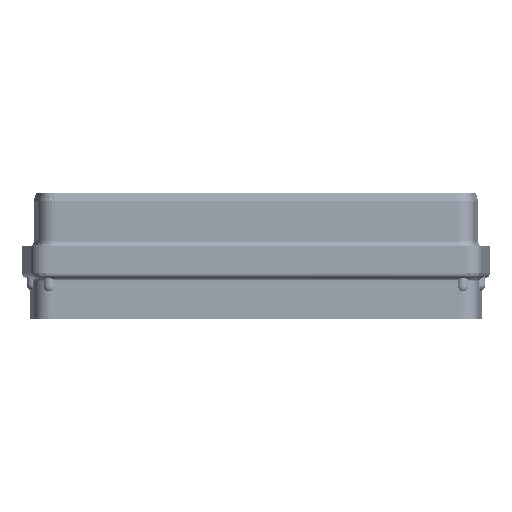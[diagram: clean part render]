
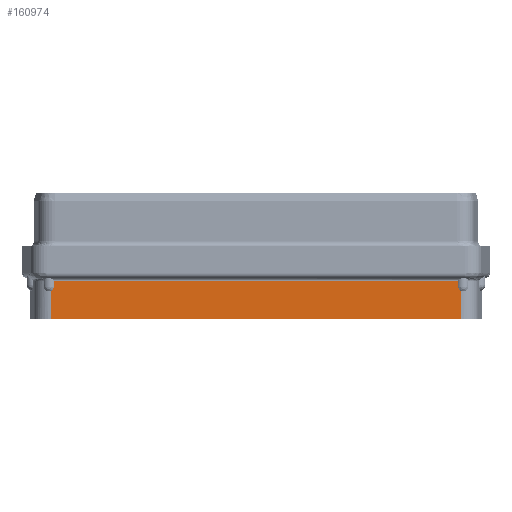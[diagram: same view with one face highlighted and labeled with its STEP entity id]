
A CAD part, front view. The second image highlights one B-rep face of the part: STEP entity #160974.
In plain terms, the highlighted planar face has unit normal (0, -1, 0).
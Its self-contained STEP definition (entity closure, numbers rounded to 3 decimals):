
#1844 = EDGE_CURVE ( 'NONE', #125125, #27413, #252278, .T. ) ;
#3734 = VECTOR ( 'NONE', #132847, 1000. ) ;
#4763 = CARTESIAN_POINT ( 'NONE',  ( 24.838, -3.545, -3.08 ) ) ;
#12279 = DIRECTION ( 'NONE',  ( 0., 0., 1. ) ) ;
#19587 = VERTEX_POINT ( 'NONE', #256016 ) ;
#24295 = LINE ( 'NONE', #205816, #83026 ) ;
#24670 = CARTESIAN_POINT ( 'NONE',  ( -24.631, -3.545, -2.983 ) ) ;
#25949 = CARTESIAN_POINT ( 'NONE',  ( 24.456, -3.545, -2.576 ) ) ;
#27413 = VERTEX_POINT ( 'NONE', #263860 ) ;
#29446 = VERTEX_POINT ( 'NONE', #61735 ) ;
#33464 = PLANE ( 'NONE',  #223693 ) ;
#38089 = EDGE_CURVE ( 'NONE', #29446, #19587, #171248, .T. ) ;
#45548 = EDGE_CURVE ( 'NONE', #139221, #29446, #24295, .T. ) ;
#46283 = B_SPLINE_CURVE_WITH_KNOTS ( 'NONE', 3,
 ( #90332, #156871, #24670, #179036, #46871, #201159 ),
 .UNSPECIFIED., .F., .F.,
 ( 4, 2, 4 ),
 ( 0., 0., 0.001 ),
 .UNSPECIFIED. ) ;
#46871 = CARTESIAN_POINT ( 'NONE',  ( -24.456, -3.545, -2.69 ) ) ;
#48097 = CARTESIAN_POINT ( 'NONE',  ( 24.456, -3.545, -2.69 ) ) ;
#51355 = DIRECTION ( 'NONE',  ( 0., 0., 1. ) ) ;
#51512 = DIRECTION ( 'NONE',  ( 0., 0., -1. ) ) ;
#52370 = ORIENTED_EDGE ( 'NONE', *, *, #230973, .F. ) ;
#53886 = VECTOR ( 'NONE', #178488, 1000. ) ;
#59651 = CARTESIAN_POINT ( 'NONE',  ( 24.456, -3.545, -1.85 ) ) ;
#61735 = CARTESIAN_POINT ( 'NONE',  ( 24.838, -3.545, -6.48 ) ) ;
#62364 = LINE ( 'NONE', #176225, #3734 ) ;
#65792 = ORIENTED_EDGE ( 'NONE', *, *, #209205, .T. ) ;
#77594 = VECTOR ( 'NONE', #51355, 1000. ) ;
#83026 = VECTOR ( 'NONE', #51512, 1000. ) ;
#90332 = CARTESIAN_POINT ( 'NONE',  ( -24.838, -3.545, -3.08 ) ) ;
#97859 = CARTESIAN_POINT ( 'NONE',  ( -24.838, -3.545, -3.08 ) ) ;
#108280 = VECTOR ( 'NONE', #260447, 1000. ) ;
#114759 = CARTESIAN_POINT ( 'NONE',  ( 24.493, -3.545, -2.801 ) ) ;
#119928 = ORIENTED_EDGE ( 'NONE', *, *, #45548, .F. ) ;
#125125 = VERTEX_POINT ( 'NONE', #59651 ) ;
#127285 = ORIENTED_EDGE ( 'NONE', *, *, #258866, .F. ) ;
#132847 = DIRECTION ( 'NONE',  ( -1., 0., 0. ) ) ;
#133255 = EDGE_LOOP ( 'NONE', ( #142657, #65792, #176034, #127285, #247939, #271071, #119928, #52370 ) ) ;
#136973 = CARTESIAN_POINT ( 'NONE',  ( 24.728, -3.545, -3.049 ) ) ;
#139221 = VERTEX_POINT ( 'NONE', #275438 ) ;
#141694 = EDGE_CURVE ( 'NONE', #19587, #219396, #201749, .T. ) ;
#142329 = VERTEX_POINT ( 'NONE', #255070 ) ;
#142657 = ORIENTED_EDGE ( 'NONE', *, *, #1844, .F. ) ;
#144413 = DIRECTION ( 'NONE',  ( 0., 1., 0. ) ) ;
#156871 = CARTESIAN_POINT ( 'NONE',  ( -24.728, -3.545, -3.049 ) ) ;
#160974 = ADVANCED_FACE ( 'NONE', ( #193452 ), #33464, .F. ) ;
#164220 = B_SPLINE_CURVE_WITH_KNOTS ( 'NONE', 3,
 ( #25949, #48097, #114759, #268740, #136973, #4763 ),
 .UNSPECIFIED., .F., .F.,
 ( 4, 2, 4 ),
 ( 0., 0., 0.001 ),
 .UNSPECIFIED. ) ;
#171248 = LINE ( 'NONE', #222700, #53886 ) ;
#176034 = ORIENTED_EDGE ( 'NONE', *, *, #198492, .F. ) ;
#176225 = CARTESIAN_POINT ( 'NONE',  ( -24.838, -3.545, -1.85 ) ) ;
#178488 = DIRECTION ( 'NONE',  ( -1., 0., 0. ) ) ;
#179036 = CARTESIAN_POINT ( 'NONE',  ( -24.493, -3.545, -2.802 ) ) ;
#185891 = DIRECTION ( 'NONE',  ( 0., 0., -1. ) ) ;
#193452 = FACE_OUTER_BOUND ( 'NONE', #133255, .T. ) ;
#198492 = EDGE_CURVE ( 'NONE', #273971, #142329, #225380, .T. ) ;
#201159 = CARTESIAN_POINT ( 'NONE',  ( -24.456, -3.545, -2.576 ) ) ;
#201749 = LINE ( 'NONE', #271043, #77594 ) ;
#205816 = CARTESIAN_POINT ( 'NONE',  ( 24.838, -3.545, -6.48 ) ) ;
#209205 = EDGE_CURVE ( 'NONE', #125125, #142329, #62364, .T. ) ;
#217775 = CARTESIAN_POINT ( 'NONE',  ( 24.456, -3.545, -1.55 ) ) ;
#219396 = VERTEX_POINT ( 'NONE', #97859 ) ;
#222700 = CARTESIAN_POINT ( 'NONE',  ( -25.39, -3.545, -6.48 ) ) ;
#223693 = AXIS2_PLACEMENT_3D ( 'NONE', #276213, #144413, #12279 ) ;
#225380 = LINE ( 'NONE', #238300, #108280 ) ;
#230973 = EDGE_CURVE ( 'NONE', #27413, #139221, #164220, .T. ) ;
#238300 = CARTESIAN_POINT ( 'NONE',  ( -24.456, -3.545, -1.55 ) ) ;
#238434 = VECTOR ( 'NONE', #185891, 1000. ) ;
#247939 = ORIENTED_EDGE ( 'NONE', *, *, #141694, .F. ) ;
#252278 = LINE ( 'NONE', #217775, #238434 ) ;
#255070 = CARTESIAN_POINT ( 'NONE',  ( -24.456, -3.545, -1.85 ) ) ;
#256016 = CARTESIAN_POINT ( 'NONE',  ( -24.838, -3.545, -6.48 ) ) ;
#258866 = EDGE_CURVE ( 'NONE', #219396, #273971, #46283, .T. ) ;
#260447 = DIRECTION ( 'NONE',  ( 0., 0., 1. ) ) ;
#260976 = CARTESIAN_POINT ( 'NONE',  ( -24.456, -3.545, -2.576 ) ) ;
#263860 = CARTESIAN_POINT ( 'NONE',  ( 24.456, -3.545, -2.576 ) ) ;
#268740 = CARTESIAN_POINT ( 'NONE',  ( 24.63, -3.545, -2.983 ) ) ;
#271043 = CARTESIAN_POINT ( 'NONE',  ( -24.838, -3.545, -6.48 ) ) ;
#271071 = ORIENTED_EDGE ( 'NONE', *, *, #38089, .F. ) ;
#273971 = VERTEX_POINT ( 'NONE', #260976 ) ;
#275438 = CARTESIAN_POINT ( 'NONE',  ( 24.838, -3.545, -3.08 ) ) ;
#276213 = CARTESIAN_POINT ( 'NONE',  ( -24.838, -3.545, -6.48 ) ) ;
